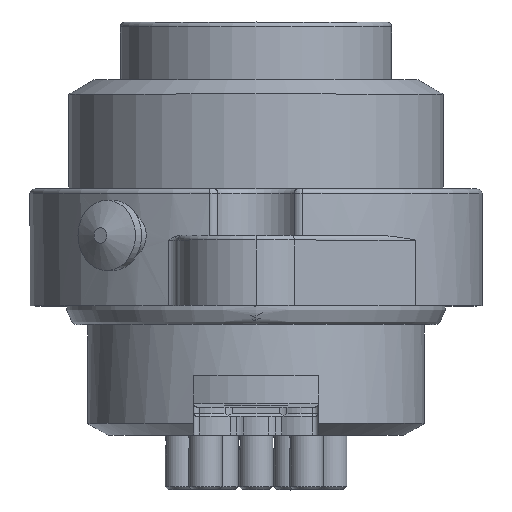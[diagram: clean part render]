
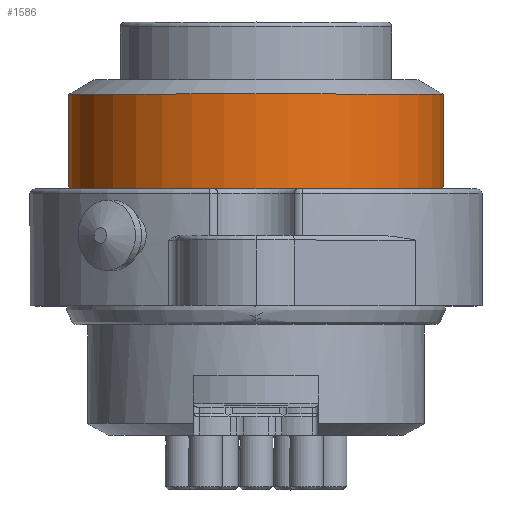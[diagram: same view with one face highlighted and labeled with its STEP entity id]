
A CAD part, top view. The second image highlights one B-rep face of the part: STEP entity #1586.
In plain terms, the highlighted cylindrical face has radius 12 mm (diameter 24 mm), a full revolution.
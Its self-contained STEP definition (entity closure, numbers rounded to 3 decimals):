
#947=FACE_BOUND('',#4327,.T.);
#948=FACE_BOUND('',#4328,.T.);
#1272=CYLINDRICAL_SURFACE('',#20392,12.);
#1586=ADVANCED_FACE('',(#947,#948),#1272,.T.);
#4327=EDGE_LOOP('',(#6868));
#4328=EDGE_LOOP('',(#6869));
#5622=CIRCLE('',#20242,12.);
#5738=CIRCLE('',#20390,12.);
#6868=ORIENTED_EDGE('',*,*,#13795,.F.);
#6869=ORIENTED_EDGE('',*,*,#14249,.T.);
#11912=VERTEX_POINT('',#27603);
#12346=VERTEX_POINT('',#28951);
#13795=EDGE_CURVE('',#11912,#11912,#5622,.T.);
#14249=EDGE_CURVE('',#12346,#12346,#5738,.T.);
#20242=AXIS2_PLACEMENT_3D('',#27602,#22157,#22158);
#20390=AXIS2_PLACEMENT_3D('',#28950,#22710,#22711);
#20392=AXIS2_PLACEMENT_3D('',#28953,#22714,#22715);
#22157=DIRECTION('',(0.,-1.,0.));
#22158=DIRECTION('',(0.,0.,-1.));
#22710=DIRECTION('',(0.,-1.,0.));
#22711=DIRECTION('',(0.,0.,-1.));
#22714=DIRECTION('',(0.,-1.,0.));
#22715=DIRECTION('',(0.,0.,-1.));
#27602=CARTESIAN_POINT('',(0.,15.8,0.));
#27603=CARTESIAN_POINT('',(0.,15.8,-12.));
#28950=CARTESIAN_POINT('',(0.,21.876,0.));
#28951=CARTESIAN_POINT('',(0.,21.876,-12.));
#28953=CARTESIAN_POINT('',(0.,26.5,0.));
